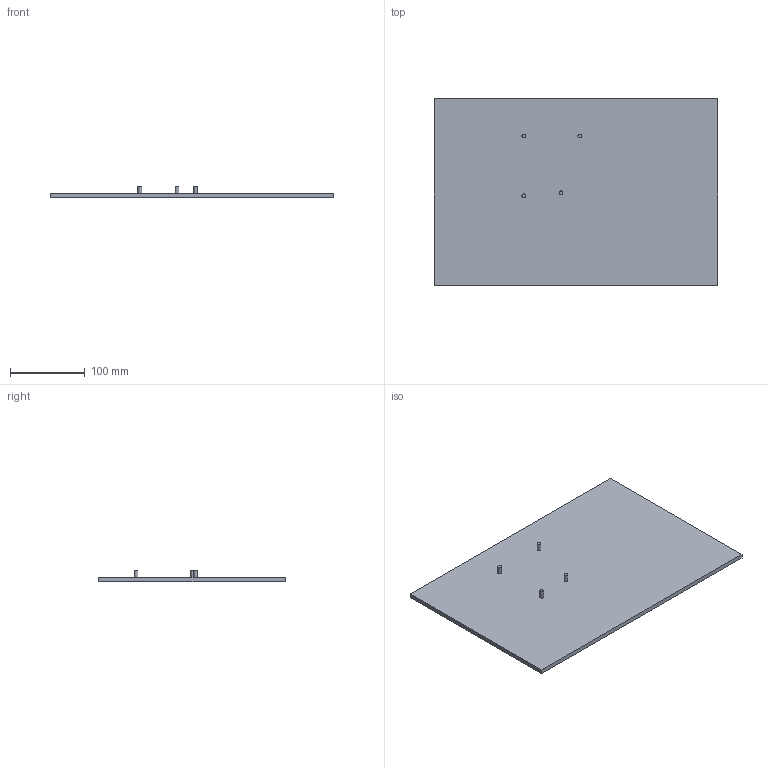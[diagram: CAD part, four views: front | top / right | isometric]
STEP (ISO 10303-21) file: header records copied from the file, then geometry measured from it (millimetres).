
FILE_DESCRIPTION(/* description */ (''),/* implementation_level */ '2;1');
FILE_NAME(/* name */ 'bensam.stp',/* time_stamp */ '2022-11-19T12:53:22-05:00',/* author */ ('Daniel'),/* organization */ (''),/* preprocessor_version */ 'ST-DEVELOPER v19',/* originating_system */ 'Autodesk Inventor 2023',/* authorisation */ '');
FILE_SCHEMA (('AUTOMOTIVE_DESIGN { 1 0 10303 214 3 1 1 }'));
Length unit declared in the file: millimetre
Products named in the file (1): bensam
Bounding box: 380 x 250 x 16 mm (x, y, z)
Volume: 570785.4 mm3; surface area: 198188.3 mm2
Topology: 1 solids, 1 shells, 14 faces, 24 edges, 17 vertices
Faces by surface type: plane 10, cylinder 4
Full cylindrical faces by diameter (mm): 5 x4
Entity records: 390 total; most frequent: DIRECTION 62, CARTESIAN_POINT 56, ORIENTED_EDGE 48, EDGE_CURVE 24, AXIS2_PLACEMENT_3D 23, EDGE_LOOP 18, LINE 16, VECTOR 16
